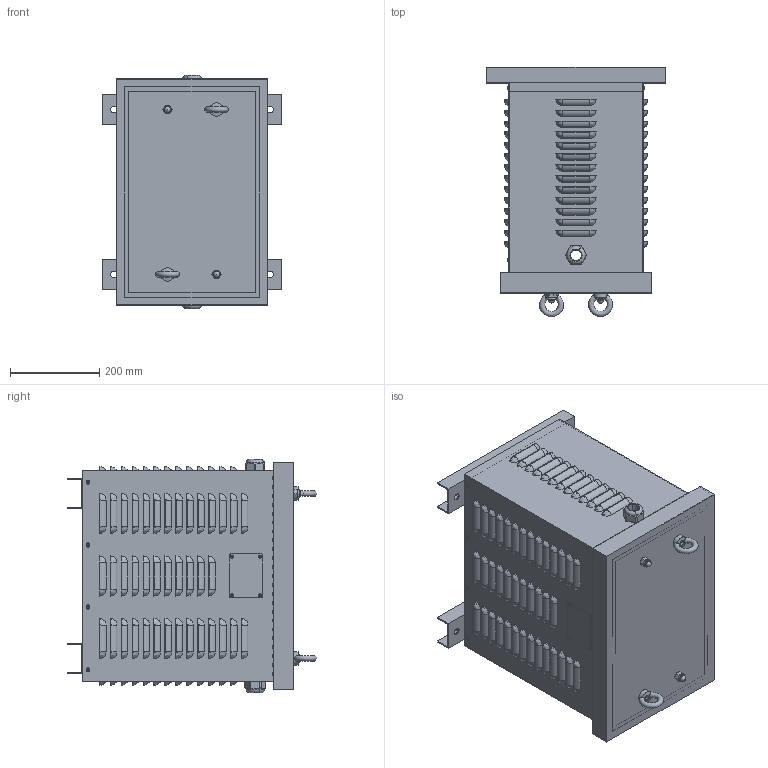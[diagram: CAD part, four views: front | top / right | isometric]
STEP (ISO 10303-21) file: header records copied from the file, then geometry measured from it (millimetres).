
FILE_DESCRIPTION(/* description */ (''),/* implementation_level */ '2;1');
FILE_NAME(/* name */ 'YAQ03155463.stp',/* time_stamp */ '2023-10-30T13:51:48+01:00',/* author */ ('velazquez'),/* organization */ (''),/* preprocessor_version */ 'ST-DEVELOPER v19.2',/* originating_system */ 'Autodesk Inventor 2023',/* authorisation */ '');
FILE_SCHEMA (('AUTOMOTIVE_DESIGN { 1 0 10303 214 3 1 1 }'));
Products named in the file (12): YAQ03155463; JE030 CUERPO; JE030 BASE; JE030 PATAS; JE030 TAPA SUPERIOR; PLACA CARACTERISTICAS; ISO 7045 - M4 x 5 - 4.8 - H; ISO 7045 - M4 x 5 - 4.8 - H_1; IFI 521 - 41, TPHSSPMBR; DIN 986 - M12 - SW18; DIN 582 - M12; 1411146
Assembly tree (24 placements, depth 2):
  YAQ03155463
    JE030 CUERPO
    JE030 BASE
    JE030 PATAS  x2
    JE030 TAPA SUPERIOR
    PLACA CARACTERISTICAS
    ISO 7045 - M4 x 5 - 4.8 - H  x6
    ISO 7045 - M4 x 5 - 4.8 - H_1  x2
    IFI 521 - 41, TPHSSPMBR  x4
    DIN 986 - M12 - SW18  x2
    DIN 582 - M12  x2
    1411146  x2
Bounding box: 400 x 559.9 x 523.4 mm (x, y, z)
Volume: 2982357.4 mm3; surface area: 2639882.8 mm2
Topology: 24 solids, 24 shells, 2363 faces, 6620 edges, 4119 vertices
Faces by surface type: cylinder 948, plane 789, bspline 420, cone 134, torus 58, sphere 14
Full cylindrical faces by diameter (mm): 3.2 x4, 3.621 x8, 4 x16, 5 x8, 10.106 x4, 11 x260, 13.6 x2, 14 x4, 15 x12, 18 x2, 30 x2, 38 x2
Entity records: 72626 total; most frequent: CARTESIAN_POINT 15436, DIRECTION 11675, ORIENTED_EDGE 11334, EDGE_CURVE 5667, AXIS2_PLACEMENT_3D 4415, VERTEX_POINT 3634, EDGE_LOOP 3039, LINE 2845
